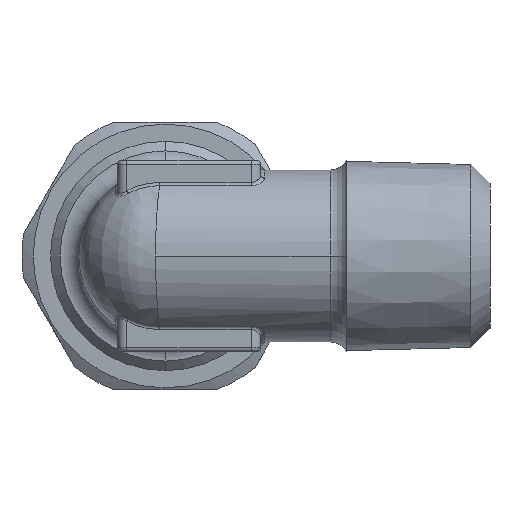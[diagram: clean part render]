
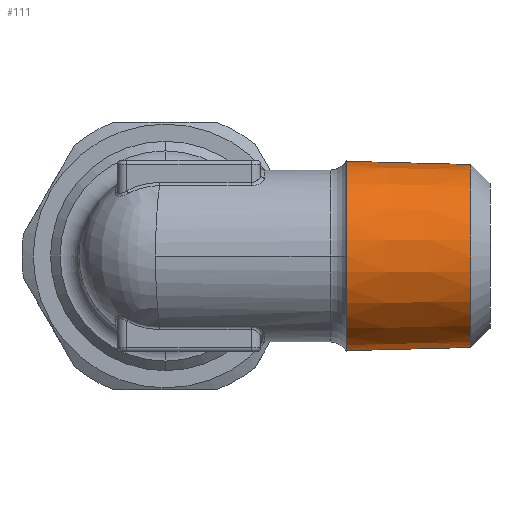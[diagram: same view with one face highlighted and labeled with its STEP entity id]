
A CAD part, left-side view. The second image highlights one B-rep face of the part: STEP entity #111.
In plain terms, the highlighted conical face has half-angle 1.47 degrees and reference radius 4.954 mm.
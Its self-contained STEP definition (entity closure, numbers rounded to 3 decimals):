
#104 = EDGE_CURVE ( 'NONE', #3574, #3613, #2809, .T. ) ;
#105 = EDGE_CURVE ( 'NONE', #3628, #3567, #2722, .T. ) ;
#111 = ADVANCED_FACE ( 'NONE', ( #3820 ), #2661, .T. ) ;
#251 = ORIENTED_EDGE ( 'NONE', *, *, #104, .T. ) ;
#252 = ORIENTED_EDGE ( 'NONE', *, *, #2515, .F. ) ;
#253 = ORIENTED_EDGE ( 'NONE', *, *, #105, .F. ) ;
#254 = ORIENTED_EDGE ( 'NONE', *, *, #2519, .T. ) ;
#891 = VECTOR ( 'NONE', #1264, 1000. ) ;
#897 = VECTOR ( 'NONE', #1304, 1000. ) ;
#1263 = CARTESIAN_POINT ( 'NONE',  ( 0., -9.5, -4.954 ) ) ;
#1264 = DIRECTION ( 'NONE',  ( 0., 1., -0.026 ) ) ;
#1303 = CARTESIAN_POINT ( 'NONE',  ( 0., -9.5, 4.954 ) ) ;
#1304 = DIRECTION ( 'NONE',  ( 0., 1., 0.026 ) ) ;
#1348 = LINE ( 'NONE', #1263, #891 ) ;
#1349 = LINE ( 'NONE', #1303, #897 ) ;
#2370 = CARTESIAN_POINT ( 'NONE',  ( 0., -16., -4.787 ) ) ;
#2376 = CARTESIAN_POINT ( 'NONE',  ( 0., -9.5, 4.954 ) ) ;
#2410 = CARTESIAN_POINT ( 'NONE',  ( 0., -9.5, -4.954 ) ) ;
#2427 = CARTESIAN_POINT ( 'NONE',  ( 0., -16., 4.787 ) ) ;
#2515 = EDGE_CURVE ( 'NONE', #3567, #3613, #1348, .T. ) ;
#2519 = EDGE_CURVE ( 'NONE', #3628, #3574, #1349, .T. ) ;
#2658 = AXIS2_PLACEMENT_3D ( 'NONE', #4347, #4348, #4349 ) ;
#2661 = CONICAL_SURFACE ( 'NONE', #2715, 4.954, 0.026 ) ;
#2680 = AXIS2_PLACEMENT_3D ( 'NONE', #4350, #4351, #4352 ) ;
#2715 = AXIS2_PLACEMENT_3D ( 'NONE', #4368, #4369, #4370 ) ;
#2722 = CIRCLE ( 'NONE', #2680, 4.787 ) ;
#2809 = CIRCLE ( 'NONE', #2658, 4.954 ) ;
#3355 = EDGE_LOOP ( 'NONE', ( #252, #253, #254, #251 ) ) ;
#3567 = VERTEX_POINT ( 'NONE', #2370 ) ;
#3574 = VERTEX_POINT ( 'NONE', #2376 ) ;
#3613 = VERTEX_POINT ( 'NONE', #2410 ) ;
#3628 = VERTEX_POINT ( 'NONE', #2427 ) ;
#3820 = FACE_OUTER_BOUND ( 'NONE', #3355, .T. ) ;
#4347 = CARTESIAN_POINT ( 'NONE',  ( 0., -9.5, 0. ) ) ;
#4348 = DIRECTION ( 'NONE',  ( 0., -1., 0. ) ) ;
#4349 = DIRECTION ( 'NONE',  ( 0., 0., -1. ) ) ;
#4350 = CARTESIAN_POINT ( 'NONE',  ( 0., -16., 0. ) ) ;
#4351 = DIRECTION ( 'NONE',  ( 0., -1., 0. ) ) ;
#4352 = DIRECTION ( 'NONE',  ( 0., 0., -1. ) ) ;
#4368 = CARTESIAN_POINT ( 'NONE',  ( 0., -9.5, 0. ) ) ;
#4369 = DIRECTION ( 'NONE',  ( 0., 1., 0. ) ) ;
#4370 = DIRECTION ( 'NONE',  ( 0., 0., 1. ) ) ;
